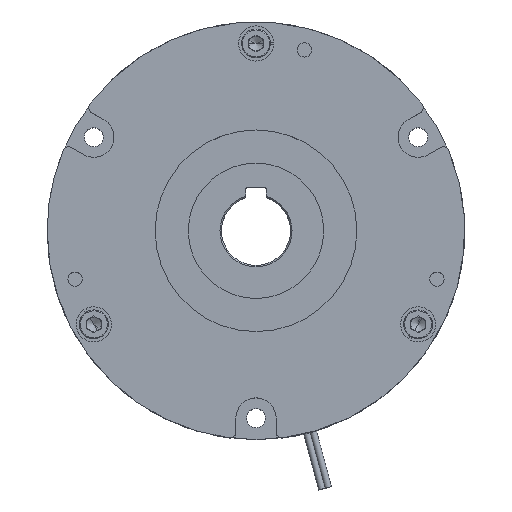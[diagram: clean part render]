
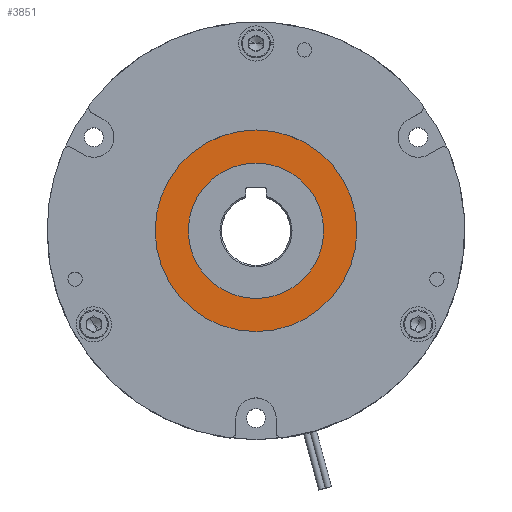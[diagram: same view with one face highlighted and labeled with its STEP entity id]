
A CAD part, top view. The second image highlights one B-rep face of the part: STEP entity #3851.
In plain terms, the highlighted planar face has unit normal (0, 0, 1).
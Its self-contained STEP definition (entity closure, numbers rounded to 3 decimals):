
#222 = EDGE_LOOP ( 'NONE', ( #5457, #419 ) ) ;
#374 = CIRCLE ( 'NONE', #2224, 23.5 ) ;
#398 = EDGE_CURVE ( 'NONE', #5906, #3939, #5147, .T. ) ;
#419 = ORIENTED_EDGE ( 'NONE', *, *, #7369, .F. ) ;
#551 = CARTESIAN_POINT ( 'NONE',  ( -23.5, 0., 40.6 ) ) ;
#584 = CIRCLE ( 'NONE', #6191, 37.5 ) ;
#585 = EDGE_LOOP ( 'NONE', ( #6487, #3934 ) ) ;
#645 = CARTESIAN_POINT ( 'NONE',  ( 37.5, 0., 40.6 ) ) ;
#1160 = DIRECTION ( 'NONE',  ( 0., 0., -1. ) ) ;
#1259 = CARTESIAN_POINT ( 'NONE',  ( 0., 0., 40.6 ) ) ;
#1602 = DIRECTION ( 'NONE',  ( 1., 0., 0. ) ) ;
#1695 = AXIS2_PLACEMENT_3D ( 'NONE', #4566, #1160, #3411 ) ;
#1836 = DIRECTION ( 'NONE',  ( 1., 0., 0. ) ) ;
#1890 = EDGE_CURVE ( 'NONE', #3939, #5906, #584, .T. ) ;
#1926 = CARTESIAN_POINT ( 'NONE',  ( 0., 0., 40.6 ) ) ;
#2224 = AXIS2_PLACEMENT_3D ( 'NONE', #1259, #5301, #1836 ) ;
#2435 = VERTEX_POINT ( 'NONE', #551 ) ;
#2509 = DIRECTION ( 'NONE',  ( 1., 0., 0. ) ) ;
#2907 = CARTESIAN_POINT ( 'NONE',  ( 23.5, 0., 40.6 ) ) ;
#3099 = CARTESIAN_POINT ( 'NONE',  ( 0., 0., 40.6 ) ) ;
#3354 = DIRECTION ( 'NONE',  ( 0., 0., -1. ) ) ;
#3411 = DIRECTION ( 'NONE',  ( 1., 0., 0. ) ) ;
#3488 = AXIS2_PLACEMENT_3D ( 'NONE', #6797, #5052, #1602 ) ;
#3671 = DIRECTION ( 'NONE',  ( 1., 0., 0. ) ) ;
#3712 = FACE_BOUND ( 'NONE', #222, .T. ) ;
#3851 = ADVANCED_FACE ( 'NONE', ( #6833, #3712 ), #3852, .T. ) ;
#3852 = PLANE ( 'NONE',  #3488 ) ;
#3934 = ORIENTED_EDGE ( 'NONE', *, *, #398, .F. ) ;
#3939 = VERTEX_POINT ( 'NONE', #5713 ) ;
#4277 = AXIS2_PLACEMENT_3D ( 'NONE', #1926, #5972, #2509 ) ;
#4566 = CARTESIAN_POINT ( 'NONE',  ( 0., 0., 40.6 ) ) ;
#5052 = DIRECTION ( 'NONE',  ( 0., 0., 1. ) ) ;
#5147 = CIRCLE ( 'NONE', #1695, 37.5 ) ;
#5301 = DIRECTION ( 'NONE',  ( 0., 0., 1. ) ) ;
#5457 = ORIENTED_EDGE ( 'NONE', *, *, #6418, .F. ) ;
#5713 = CARTESIAN_POINT ( 'NONE',  ( -37.5, 0., 40.6 ) ) ;
#5906 = VERTEX_POINT ( 'NONE', #645 ) ;
#5972 = DIRECTION ( 'NONE',  ( 0., 0., 1. ) ) ;
#6191 = AXIS2_PLACEMENT_3D ( 'NONE', #3099, #3354, #3671 ) ;
#6194 = CIRCLE ( 'NONE', #4277, 23.5 ) ;
#6251 = VERTEX_POINT ( 'NONE', #2907 ) ;
#6418 = EDGE_CURVE ( 'NONE', #6251, #2435, #6194, .T. ) ;
#6487 = ORIENTED_EDGE ( 'NONE', *, *, #1890, .F. ) ;
#6797 = CARTESIAN_POINT ( 'NONE',  ( 0., 0., 40.6 ) ) ;
#6833 = FACE_OUTER_BOUND ( 'NONE', #585, .T. ) ;
#7369 = EDGE_CURVE ( 'NONE', #2435, #6251, #374, .T. ) ;
